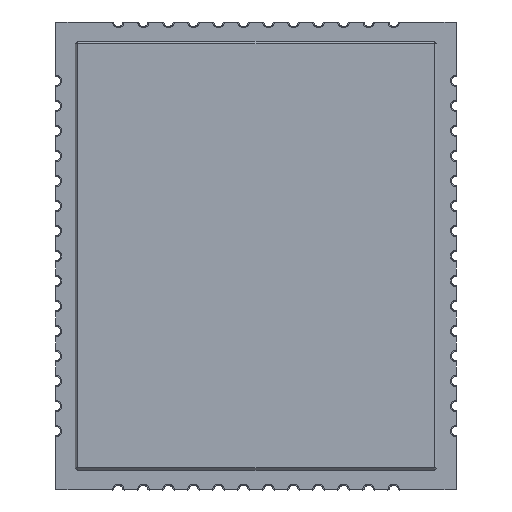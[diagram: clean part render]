
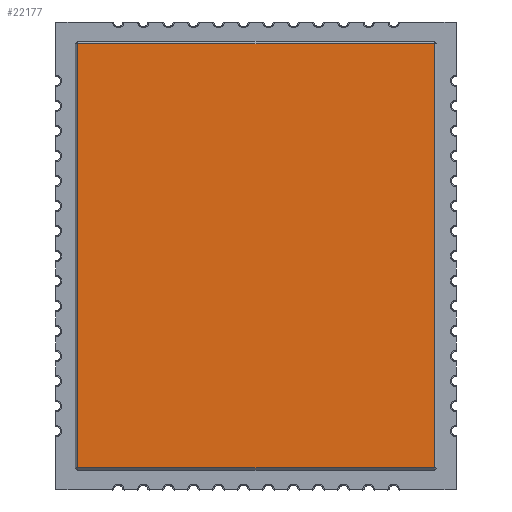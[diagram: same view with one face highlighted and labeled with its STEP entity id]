
A CAD part, top view. The second image highlights one B-rep face of the part: STEP entity #22177.
In plain terms, the highlighted planar face has unit normal (0, 0, 1).
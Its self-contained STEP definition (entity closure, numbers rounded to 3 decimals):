
#22177 = ADVANCED_FACE('',(#22178),#22212,.F.);
#22178 = FACE_BOUND('',#22179,.T.);
#22179 = EDGE_LOOP('',(#22180,#22190,#22198,#22206));
#22180 = ORIENTED_EDGE('',*,*,#22181,.T.);
#22181 = EDGE_CURVE('',#22182,#22184,#22186,.T.);
#22182 = VERTEX_POINT('',#22183);
#22183 = CARTESIAN_POINT('',(7.125,-8.475,2.101));
#22184 = VERTEX_POINT('',#22185);
#22185 = CARTESIAN_POINT('',(7.125,8.475,2.101));
#22186 = LINE('',#22187,#22188);
#22187 = CARTESIAN_POINT('',(7.125,0.,
    2.101));
#22188 = VECTOR('',#22189,1.);
#22189 = DIRECTION('',(0.,1.,0.));
#22190 = ORIENTED_EDGE('',*,*,#22191,.T.);
#22191 = EDGE_CURVE('',#22184,#22192,#22194,.T.);
#22192 = VERTEX_POINT('',#22193);
#22193 = CARTESIAN_POINT('',(-7.125,8.475,2.101));
#22194 = LINE('',#22195,#22196);
#22195 = CARTESIAN_POINT('',(0.,8.475,2.101));
#22196 = VECTOR('',#22197,1.);
#22197 = DIRECTION('',(-1.,0.,0.));
#22198 = ORIENTED_EDGE('',*,*,#22199,.T.);
#22199 = EDGE_CURVE('',#22192,#22200,#22202,.T.);
#22200 = VERTEX_POINT('',#22201);
#22201 = CARTESIAN_POINT('',(-7.125,-8.475,2.101));
#22202 = LINE('',#22203,#22204);
#22203 = CARTESIAN_POINT('',(-7.125,0.,
    2.101));
#22204 = VECTOR('',#22205,1.);
#22205 = DIRECTION('',(0.,-1.,0.));
#22206 = ORIENTED_EDGE('',*,*,#22207,.T.);
#22207 = EDGE_CURVE('',#22200,#22182,#22208,.T.);
#22208 = LINE('',#22209,#22210);
#22209 = CARTESIAN_POINT('',(0.,-8.475,2.101)
  );
#22210 = VECTOR('',#22211,1.);
#22211 = DIRECTION('',(1.,0.,0.));
#22212 = PLANE('',#22213);
#22213 = AXIS2_PLACEMENT_3D('',#22214,#22215,#22216);
#22214 = CARTESIAN_POINT('',(0.,0.,
    2.101));
#22215 = DIRECTION('',(0.,0.,-1.));
#22216 = DIRECTION('',(0.,1.,0.));
